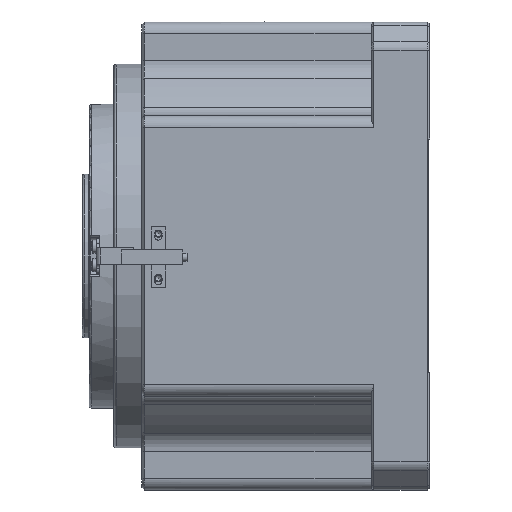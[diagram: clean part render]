
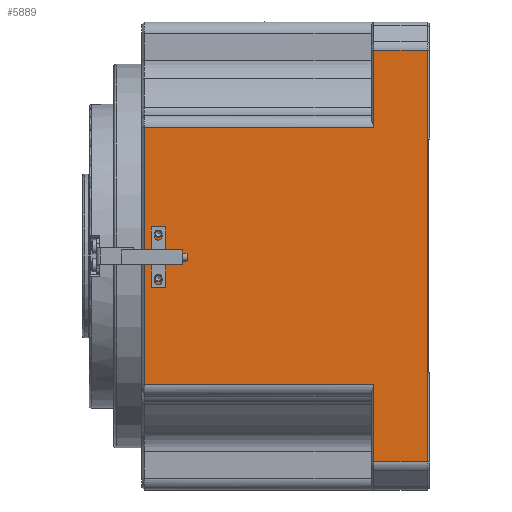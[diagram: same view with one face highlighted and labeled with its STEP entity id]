
A CAD part, left-side view. The second image highlights one B-rep face of the part: STEP entity #5889.
In plain terms, the highlighted planar face has unit normal (-1, 0, 0).
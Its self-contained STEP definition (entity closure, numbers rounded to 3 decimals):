
#361 = CARTESIAN_POINT ( 'NONE',  ( -100., 24., 55. ) ) ;
#2161 = VECTOR ( 'NONE', #20307, 1000. ) ;
#2736 = EDGE_CURVE ( 'NONE', #16864, #19072, #20349, .T. ) ;
#2816 = VECTOR ( 'NONE', #25857, 1000. ) ;
#4005 = CARTESIAN_POINT ( 'NONE',  ( -100., 1., -87.929 ) ) ;
#5889 = ADVANCED_FACE ( 'NONE', ( #13371, #13378, #13424 ), #13433, .F. ) ;
#6366 = VECTOR ( 'NONE', #38130, 1000. ) ;
#6514 = DIRECTION ( 'NONE',  ( 0., 0., -1. ) ) ;
#6520 = CARTESIAN_POINT ( 'NONE',  ( -100., 24., 100. ) ) ;
#6558 = LINE ( 'NONE', #6520, #40169 ) ;
#7972 = VECTOR ( 'NONE', #17192, 1000. ) ;
#8443 = VERTEX_POINT ( 'NONE', #25619 ) ;
#9178 = CARTESIAN_POINT ( 'NONE',  ( -100., 122., 55. ) ) ;
#9345 = DIRECTION ( 'NONE',  ( 0., 0., -1. ) ) ;
#9355 = DIRECTION ( 'NONE',  ( 1., 0., 0. ) ) ;
#9393 = CARTESIAN_POINT ( 'NONE',  ( -100., 116., 9.5 ) ) ;
#9702 = DIRECTION ( 'NONE',  ( 0., 0., 1. ) ) ;
#9709 = CARTESIAN_POINT ( 'NONE',  ( -100., 1., -50. ) ) ;
#9769 = LINE ( 'NONE', #9709, #15544 ) ;
#10840 = CARTESIAN_POINT ( 'NONE',  ( -100., 24., 87.929 ) ) ;
#11608 = VERTEX_POINT ( 'NONE', #29246 ) ;
#12762 = EDGE_CURVE ( 'NONE', #36290, #36290, #38147, .T. ) ;
#13371 = FACE_BOUND ( 'NONE', #36454, .T. ) ;
#13378 = FACE_BOUND ( 'NONE', #37515, .T. ) ;
#13424 = FACE_OUTER_BOUND ( 'NONE', #24081, .T. ) ;
#13433 = PLANE ( 'NONE',  #35637 ) ;
#13478 = CARTESIAN_POINT ( 'NONE',  ( -100., 25., 100. ) ) ;
#13487 = DIRECTION ( 'NONE',  ( 1., 0., 0. ) ) ;
#13498 = DIRECTION ( 'NONE',  ( 0., 0., -1. ) ) ;
#14091 = EDGE_CURVE ( 'NONE', #19163, #11608, #17224, .T. ) ;
#15234 = EDGE_CURVE ( 'NONE', #33241, #33241, #18032, .T. ) ;
#15544 = VECTOR ( 'NONE', #9702, 1000. ) ;
#15642 = VERTEX_POINT ( 'NONE', #4005 ) ;
#15863 = EDGE_CURVE ( 'NONE', #8443, #15642, #38363, .T. ) ;
#16864 = VERTEX_POINT ( 'NONE', #38732 ) ;
#17192 = DIRECTION ( 'NONE',  ( 0., 0., -1. ) ) ;
#17224 = LINE ( 'NONE', #17235, #7972 ) ;
#17235 = CARTESIAN_POINT ( 'NONE',  ( -100., 122., 100. ) ) ;
#18032 = CIRCLE ( 'NONE', #42055, 1.55 ) ;
#19072 = VERTEX_POINT ( 'NONE', #10840 ) ;
#19163 = VERTEX_POINT ( 'NONE', #9178 ) ;
#19668 = AXIS2_PLACEMENT_3D ( 'NONE', #9393, #9355, #9345 ) ;
#20307 = DIRECTION ( 'NONE',  ( 0., 1., 0. ) ) ;
#20340 = CARTESIAN_POINT ( 'NONE',  ( -100., 25., 87.929 ) ) ;
#20349 = LINE ( 'NONE', #20340, #2161 ) ;
#20764 = DIRECTION ( 'NONE',  ( 0., 0., -1. ) ) ;
#20770 = CARTESIAN_POINT ( 'NONE',  ( -100., 24., 100. ) ) ;
#20813 = LINE ( 'NONE', #20770, #26774 ) ;
#22775 = EDGE_CURVE ( 'NONE', #19072, #41574, #6558, .T. ) ;
#24081 = EDGE_LOOP ( 'NONE', ( #39458, #39413, #39312, #39147, #39104, #38671, #38878, #38939 ) ) ;
#25514 = EDGE_CURVE ( 'NONE', #11608, #31473, #25954, .T. ) ;
#25619 = CARTESIAN_POINT ( 'NONE',  ( -100., 24., -87.929 ) ) ;
#25857 = DIRECTION ( 'NONE',  ( 0., -1., 0. ) ) ;
#25903 = CARTESIAN_POINT ( 'NONE',  ( -100., 123., -55. ) ) ;
#25954 = LINE ( 'NONE', #25903, #2816 ) ;
#26774 = VECTOR ( 'NONE', #20764, 1000. ) ;
#26804 = EDGE_CURVE ( 'NONE', #19163, #41574, #40302, .T. ) ;
#27465 = CARTESIAN_POINT ( 'NONE',  ( -100., 116., -9.5 ) ) ;
#28740 = DIRECTION ( 'NONE',  ( 1., 0., 0. ) ) ;
#28913 = DIRECTION ( 'NONE',  ( 0., 0., -1. ) ) ;
#29246 = CARTESIAN_POINT ( 'NONE',  ( -100., 122., -55. ) ) ;
#30122 = VECTOR ( 'NONE', #40230, 1000. ) ;
#31473 = VERTEX_POINT ( 'NONE', #37040 ) ;
#33236 = CARTESIAN_POINT ( 'NONE',  ( -100., 116., -11.05 ) ) ;
#33241 = VERTEX_POINT ( 'NONE', #33236 ) ;
#35637 = AXIS2_PLACEMENT_3D ( 'NONE', #13478, #13487, #13498 ) ;
#36280 = CARTESIAN_POINT ( 'NONE',  ( -100., 116., 7.95 ) ) ;
#36290 = VERTEX_POINT ( 'NONE', #36280 ) ;
#36454 = EDGE_LOOP ( 'NONE', ( #39897 ) ) ;
#37040 = CARTESIAN_POINT ( 'NONE',  ( -100., 24., -55. ) ) ;
#37515 = EDGE_LOOP ( 'NONE', ( #39707 ) ) ;
#38130 = DIRECTION ( 'NONE',  ( 0., -1., 0. ) ) ;
#38147 = CIRCLE ( 'NONE', #19668, 1.55 ) ;
#38247 = CARTESIAN_POINT ( 'NONE',  ( -100., 0., -87.929 ) ) ;
#38363 = LINE ( 'NONE', #38247, #6366 ) ;
#38671 = ORIENTED_EDGE ( 'NONE', *, *, #39806, .T. ) ;
#38732 = CARTESIAN_POINT ( 'NONE',  ( -100., 1., 87.929 ) ) ;
#38878 = ORIENTED_EDGE ( 'NONE', *, *, #15863, .T. ) ;
#38939 = ORIENTED_EDGE ( 'NONE', *, *, #40780, .T. ) ;
#39104 = ORIENTED_EDGE ( 'NONE', *, *, #25514, .T. ) ;
#39147 = ORIENTED_EDGE ( 'NONE', *, *, #14091, .T. ) ;
#39312 = ORIENTED_EDGE ( 'NONE', *, *, #26804, .F. ) ;
#39413 = ORIENTED_EDGE ( 'NONE', *, *, #22775, .T. ) ;
#39458 = ORIENTED_EDGE ( 'NONE', *, *, #2736, .T. ) ;
#39707 = ORIENTED_EDGE ( 'NONE', *, *, #15234, .T. ) ;
#39806 = EDGE_CURVE ( 'NONE', #31473, #8443, #20813, .T. ) ;
#39897 = ORIENTED_EDGE ( 'NONE', *, *, #12762, .T. ) ;
#40169 = VECTOR ( 'NONE', #6514, 1000. ) ;
#40230 = DIRECTION ( 'NONE',  ( 0., -1., 0. ) ) ;
#40293 = CARTESIAN_POINT ( 'NONE',  ( -100., 123., 55. ) ) ;
#40302 = LINE ( 'NONE', #40293, #30122 ) ;
#40780 = EDGE_CURVE ( 'NONE', #15642, #16864, #9769, .T. ) ;
#41574 = VERTEX_POINT ( 'NONE', #361 ) ;
#42055 = AXIS2_PLACEMENT_3D ( 'NONE', #27465, #28740, #28913 ) ;
